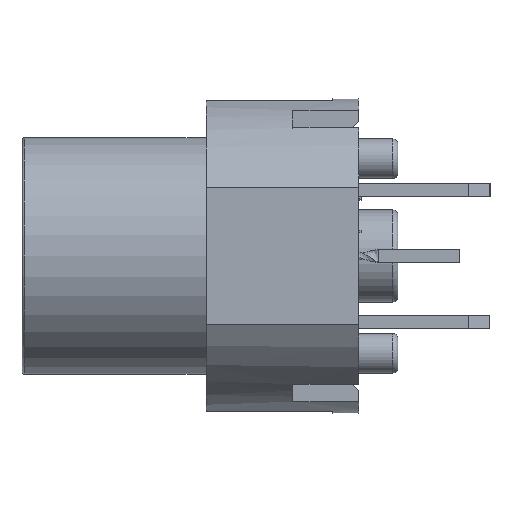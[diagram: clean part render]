
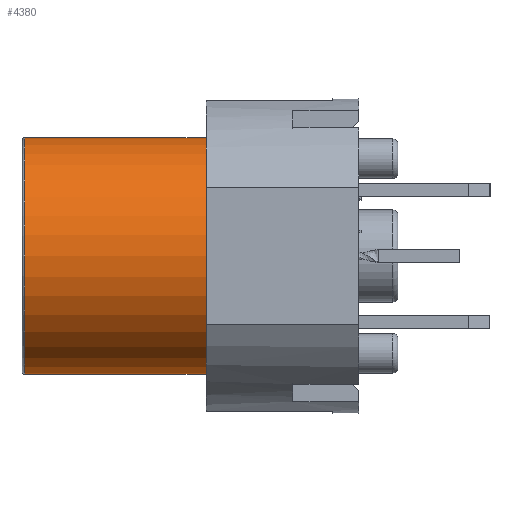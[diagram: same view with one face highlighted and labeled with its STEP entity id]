
A CAD part, left-side view. The second image highlights one B-rep face of the part: STEP entity #4380.
In plain terms, the highlighted cylindrical face has radius 4.5 mm (diameter 9 mm), a full revolution.
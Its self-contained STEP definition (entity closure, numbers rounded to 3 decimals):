
#74=CYLINDRICAL_SURFACE('',#5050,4.5);
#174=CIRCLE('',#5051,4.5);
#175=CIRCLE('',#5052,4.5);
#578=ORIENTED_EDGE('',*,*,#1711,.T.);
#579=ORIENTED_EDGE('',*,*,#1712,.F.);
#1711=EDGE_CURVE('',#2287,#2287,#174,.T.);
#1712=EDGE_CURVE('',#2288,#2288,#175,.T.);
#2287=VERTEX_POINT('',#9357);
#2288=VERTEX_POINT('',#9359);
#3626=EDGE_LOOP('',(#578));
#3627=EDGE_LOOP('',(#579));
#3908=FACE_BOUND('',#3626,.T.);
#3909=FACE_BOUND('',#3627,.T.);
#4380=ADVANCED_FACE('',(#3908,#3909),#74,.T.);
#5050=AXIS2_PLACEMENT_3D('',#9355,#5649,#5650);
#5051=AXIS2_PLACEMENT_3D('',#9356,#5651,#5652);
#5052=AXIS2_PLACEMENT_3D('',#9358,#5653,#5654);
#5649=DIRECTION('',(0.,1.,0.));
#5650=DIRECTION('',(0.,0.,-1.));
#5651=DIRECTION('',(0.,-1.,0.));
#5652=DIRECTION('',(0.,0.,1.));
#5653=DIRECTION('',(0.,-1.,0.));
#5654=DIRECTION('',(0.,0.,-1.));
#9355=CARTESIAN_POINT('',(0.,7.,0.));
#9356=CARTESIAN_POINT('',(0.,6.9,0.));
#9357=CARTESIAN_POINT('',(0.,6.9,4.5));
#9358=CARTESIAN_POINT('',(0.,0.,0.));
#9359=CARTESIAN_POINT('',(0.,0.,-4.5));
